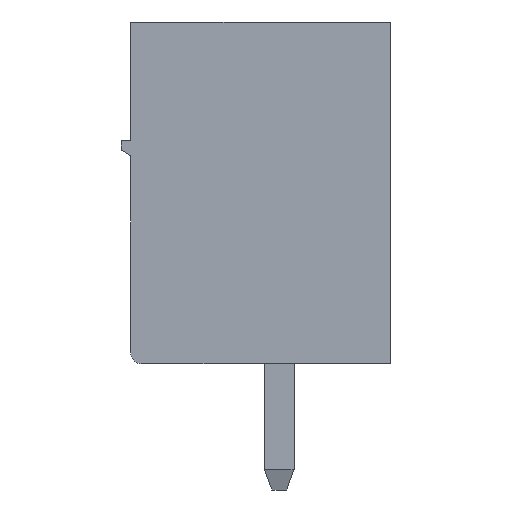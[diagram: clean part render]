
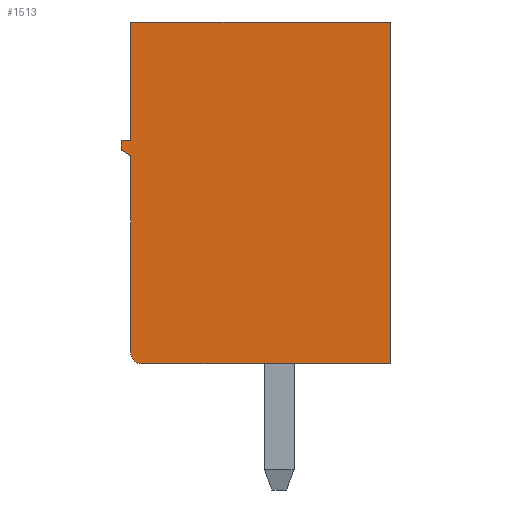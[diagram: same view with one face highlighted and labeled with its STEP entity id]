
A CAD part, left-side view. The second image highlights one B-rep face of the part: STEP entity #1513.
In plain terms, the highlighted planar face has unit normal (-1, 0, 0).
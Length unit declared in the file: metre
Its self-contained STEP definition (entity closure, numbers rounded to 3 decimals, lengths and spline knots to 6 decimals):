
#1513=ADVANCED_FACE('',(#3121),#3122,.T.);
#3121=FACE_OUTER_BOUND('',#4791,.T.);
#3122=PLANE('',#4792);
#4791=EDGE_LOOP('',(#9329,#9330,#9331,#9332,#9333,#9334,#9335,#9336,#9337));
#4792=AXIS2_PLACEMENT_3D('',#9338,#9339,#9340);
#9329=ORIENTED_EDGE('',*,*,#9936,.F.);
#9330=ORIENTED_EDGE('',*,*,#9940,.F.);
#9331=ORIENTED_EDGE('',*,*,#9944,.F.);
#9332=ORIENTED_EDGE('',*,*,#9948,.F.);
#9333=ORIENTED_EDGE('',*,*,#9952,.T.);
#9334=ORIENTED_EDGE('',*,*,#10196,.T.);
#9335=ORIENTED_EDGE('',*,*,#10080,.T.);
#9336=ORIENTED_EDGE('',*,*,#9970,.T.);
#9337=ORIENTED_EDGE('',*,*,#9932,.F.);
#9338=CARTESIAN_POINT('',(-1.087027,0.01036,-0.008267));
#9339=DIRECTION('',(-1.0,0.,0.0));
#9340=DIRECTION('',(0.,-1.0,0.0));
#9932=EDGE_CURVE('',#11860,#11856,#11862,.T.);
#9936=EDGE_CURVE('',#11866,#11860,#11868,.T.);
#9940=EDGE_CURVE('',#11872,#11866,#11874,.T.);
#9944=EDGE_CURVE('',#11878,#11872,#11880,.T.);
#9948=EDGE_CURVE('',#11884,#11878,#11886,.T.);
#9952=EDGE_CURVE('',#11884,#11890,#11892,.T.);
#9970=EDGE_CURVE('',#11923,#11856,#11926,.T.);
#10080=EDGE_CURVE('',#12144,#11923,#12145,.T.);
#10196=EDGE_CURVE('',#11890,#12144,#12358,.T.);
#11856=VERTEX_POINT('',#14662);
#11860=VERTEX_POINT('',#14668);
#11862=LINE('',#14671,#14672);
#11866=VERTEX_POINT('',#14677);
#11868=LINE('',#14680,#14681);
#11872=VERTEX_POINT('',#14686);
#11874=LINE('',#14689,#14690);
#11878=VERTEX_POINT('',#14695);
#11880=LINE('',#14698,#14699);
#11884=VERTEX_POINT('',#14704);
#11886=LINE('',#14707,#14708);
#11890=VERTEX_POINT('',#14712);
#11892=CIRCLE('',#14715,0.0003);
#11923=VERTEX_POINT('',#14759);
#11926=LINE('',#14764,#14765);
#12144=VERTEX_POINT('',#15083);
#12145=LINE('',#15084,#15085);
#12358=LINE('',#15405,#15406);
#14662=CARTESIAN_POINT('',(-1.087027,0.01086,0.000933));
#14668=CARTESIAN_POINT('',(-1.087027,0.01086,-0.002267));
#14671=CARTESIAN_POINT('',(-1.087027,0.01086,-0.008267));
#14672=VECTOR('',#18781,1.0);
#14677=CARTESIAN_POINT('',(-1.087027,0.01111,-0.002267));
#14680=CARTESIAN_POINT('',(-1.087027,0.01036,-0.002267));
#14681=VECTOR('',#18784,1.0);
#14686=CARTESIAN_POINT('',(-1.087027,0.01111,-0.002517));
#14689=CARTESIAN_POINT('',(-1.087027,0.01111,-0.008267));
#14690=VECTOR('',#18787,1.0);
#14695=CARTESIAN_POINT('',(-1.087027,0.01086,-0.002667));
#14698=CARTESIAN_POINT('',(-1.087027,0.008021,-0.00437));
#14699=VECTOR('',#18790,1.0);
#14704=CARTESIAN_POINT('',(-1.087027,0.01086,-0.007967));
#14707=CARTESIAN_POINT('',(-1.087027,0.01086,-0.008267));
#14708=VECTOR('',#18793,1.0);
#14712=CARTESIAN_POINT('',(-1.087027,0.01056,-0.008267));
#14715=AXIS2_PLACEMENT_3D('',#18798,#18799,#18800);
#14759=CARTESIAN_POINT('',(-1.087027,0.00386,0.000933));
#14764=CARTESIAN_POINT('',(-1.087027,0.01036,0.000933));
#14765=VECTOR('',#18819,1.0);
#15083=CARTESIAN_POINT('',(-1.087027,0.00386,-0.008267));
#15084=CARTESIAN_POINT('',(-1.087027,0.00386,-0.008267));
#15085=VECTOR('',#18944,1.0);
#15405=CARTESIAN_POINT('',(-1.087027,0.01036,-0.008267));
#15406=VECTOR('',#19073,1.0);
#18781=DIRECTION('',(0.,0.,1.0));
#18784=DIRECTION('',(0.,-1.0,0.));
#18787=DIRECTION('',(0.,0.,1.0));
#18790=DIRECTION('',(0.,0.857,0.514));
#18793=DIRECTION('',(0.,0.,1.0));
#18798=CARTESIAN_POINT('',(-1.087027,0.01056,-0.007967));
#18799=DIRECTION('',(-1.0,0.,0.0));
#18800=DIRECTION('',(0.,-1.0,0.0));
#18819=DIRECTION('',(0.,1.0,-0.0));
#18944=DIRECTION('',(0.0,0.0,1.0));
#19073=DIRECTION('',(0.,-1.0,0.0));
